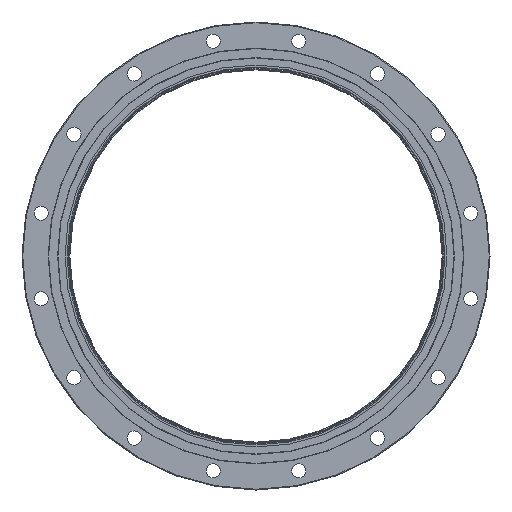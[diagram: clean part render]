
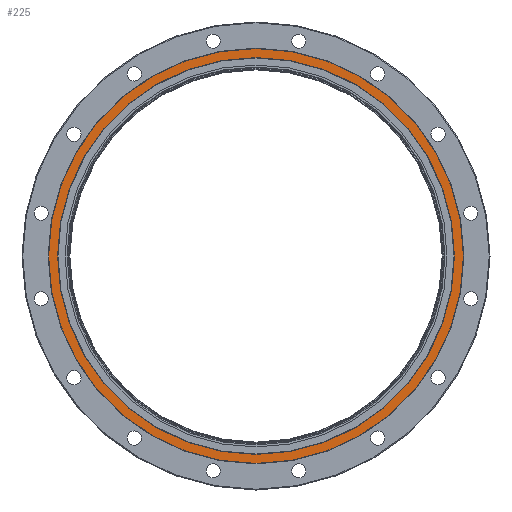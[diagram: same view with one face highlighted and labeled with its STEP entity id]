
A CAD part, left-side view. The second image highlights one B-rep face of the part: STEP entity #225.
In plain terms, the highlighted planar face has unit normal (-1, 0, 0).
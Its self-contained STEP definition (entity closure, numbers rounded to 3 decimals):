
#225=ADVANCED_FACE('',(#1154,#1155),#1153,.F.);
#1153=PLANE('',#3676);
#1154=FACE_OUTER_BOUND('',#3677,.T.);
#1155=FACE_BOUND('',#3678,.T.);
#3673=CARTESIAN_POINT('',(-68.,-489.778,287.));
#3674=DIRECTION('',(1.,0.,0.));
#3675=DIRECTION('',(0.,0.,-1.));
#3676=AXIS2_PLACEMENT_3D('',#3673,#3674,#3675);
#3677=EDGE_LOOP('',(#4845,#4846));
#3678=EDGE_LOOP('',(#4847,#4848));
#4845=ORIENTED_EDGE('',*,*,#5577,.T.);
#4846=ORIENTED_EDGE('',*,*,#5578,.T.);
#4847=ORIENTED_EDGE('',*,*,#5579,.F.);
#4848=ORIENTED_EDGE('',*,*,#5580,.F.);
#5577=EDGE_CURVE('',#7285,#7286,#7287,.T.);
#5578=EDGE_CURVE('',#7286,#7285,#7293,.T.);
#5579=EDGE_CURVE('',#7299,#7300,#7301,.T.);
#5580=EDGE_CURVE('',#7300,#7299,#7307,.T.);
#7285=VERTEX_POINT('',#9837);
#7286=VERTEX_POINT('',#9838);
#7287=CIRCLE('',#9842,277.);
#7293=CIRCLE('',#9846,277.);
#7299=VERTEX_POINT('',#9847);
#7300=VERTEX_POINT('',#9848);
#7301=CIRCLE('',#9852,265.);
#7307=CIRCLE('',#9856,265.);
#9837=CARTESIAN_POINT('',(-68.,0.,277.));
#9838=CARTESIAN_POINT('',(-68.,0.,-277.));
#9839=CARTESIAN_POINT('',(-68.,0.,0.));
#9840=DIRECTION('',(-1.,0.,0.));
#9841=DIRECTION('',(0.,0.,1.));
#9842=AXIS2_PLACEMENT_3D('',#9839,#9840,#9841);
#9843=CARTESIAN_POINT('',(-68.,0.,0.));
#9844=DIRECTION('',(-1.,0.,0.));
#9845=DIRECTION('',(0.,0.,1.));
#9846=AXIS2_PLACEMENT_3D('',#9843,#9844,#9845);
#9847=CARTESIAN_POINT('',(-68.,0.,-265.));
#9848=CARTESIAN_POINT('',(-68.,0.,265.));
#9849=CARTESIAN_POINT('',(-68.,0.,0.));
#9850=DIRECTION('',(-1.,0.,0.));
#9851=DIRECTION('',(0.,0.,1.));
#9852=AXIS2_PLACEMENT_3D('',#9849,#9850,#9851);
#9853=CARTESIAN_POINT('',(-68.,0.,0.));
#9854=DIRECTION('',(-1.,0.,0.));
#9855=DIRECTION('',(0.,0.,1.));
#9856=AXIS2_PLACEMENT_3D('',#9853,#9854,#9855);
